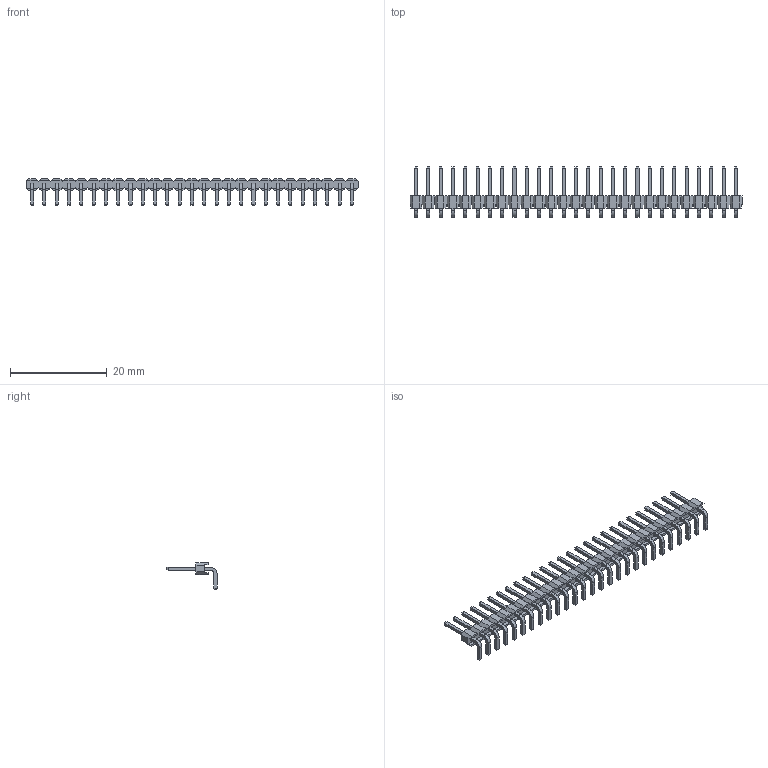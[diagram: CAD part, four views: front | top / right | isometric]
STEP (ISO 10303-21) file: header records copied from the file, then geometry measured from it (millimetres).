
FILE_DESCRIPTION(('STEP AP214'), '1');
FILE_NAME('PLS-RD', '', ('UNSPECIFIED'), ('UNSPECIFIED'), 'ASCON STEP Converter 1.6', 'ASCON Math Kernel', '');
FILE_SCHEMA(('AUTOMOTIVE_DESIGN { 1 0 10303 214 3 1 1}'));
Length unit declared in the file: millimetre
Bounding box: 68.58 x 10.36 x 5.54 mm (x, y, z)
Volume: 440.9 mm3; surface area: 1612.5 mm2
Topology: 1 solids, 1 shells, 868 faces, 2220 edges, 1408 vertices
Faces by surface type: plane 814, cylinder 54
Entity records: 32508 total; most frequent: CARTESIAN_POINT 4497, ORIENTED_EDGE 4440, DIRECTION 4066, EDGE_CURVE 2220, LINE 2112, VECTOR 2112, VERTEX_POINT 1408, AXIS2_PLACEMENT_3D 977
